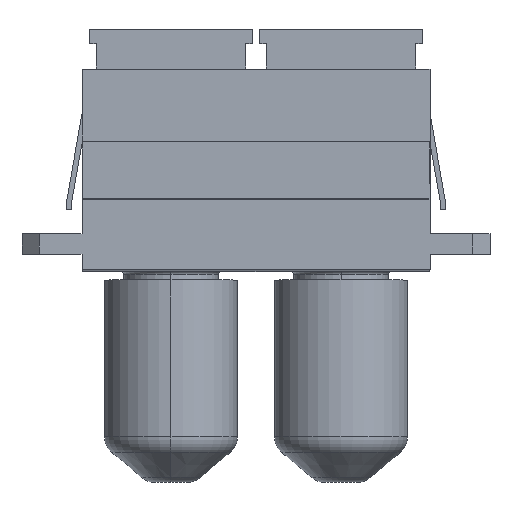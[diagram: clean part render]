
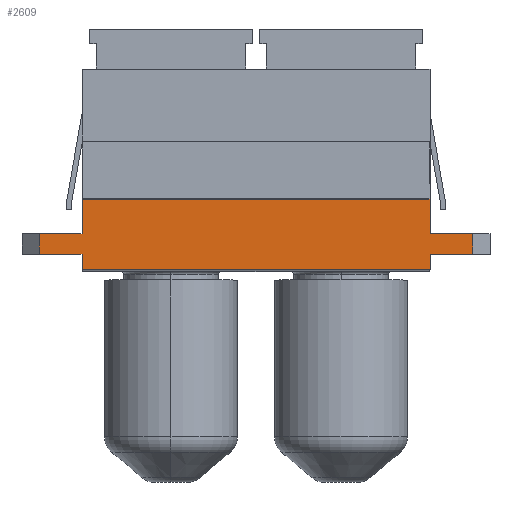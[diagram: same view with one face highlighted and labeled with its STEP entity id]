
A CAD part, top view. The second image highlights one B-rep face of the part: STEP entity #2609.
In plain terms, the highlighted planar face has unit normal (0, 0, 1).
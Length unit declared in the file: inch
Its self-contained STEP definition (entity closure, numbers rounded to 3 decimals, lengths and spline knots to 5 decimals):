
#519 = EDGE_CURVE ( 'NONE', #532, #528, #6770, .T. ) ;
#528 = VERTEX_POINT ( 'NONE', #6747 ) ;
#532 = VERTEX_POINT ( 'NONE', #6806 ) ;
#2609 = ADVANCED_FACE ( 'NONE', ( #13563 ), #13562, .F. ) ;
#2611 = ORIENTED_EDGE ( 'NONE', *, *, #2640, .F. ) ;
#2612 = ORIENTED_EDGE ( 'NONE', *, *, #2614, .F. ) ;
#2614 = EDGE_CURVE ( 'NONE', #2615, #2638, #13557, .T. ) ;
#2615 = VERTEX_POINT ( 'NONE', #13553 ) ;
#2616 = ORIENTED_EDGE ( 'NONE', *, *, #2618, .T. ) ;
#2618 = EDGE_CURVE ( 'NONE', #2615, #528, #13552, .T. ) ;
#2619 = ORIENTED_EDGE ( 'NONE', *, *, #519, .F. ) ;
#2620 = ORIENTED_EDGE ( 'NONE', *, *, #2621, .T. ) ;
#2621 = EDGE_CURVE ( 'NONE', #532, #15771, #13613, .T. ) ;
#2622 = ORIENTED_EDGE ( 'NONE', *, *, #15768, .T. ) ;
#2637 = EDGE_LOOP ( 'NONE', ( #2611, #2612, #2616, #2619, #2620, #2622, #2688, #2691, #2694, #2697, #2700, #2673 ) ) ;
#2638 = VERTEX_POINT ( 'NONE', #13585 ) ;
#2640 = EDGE_CURVE ( 'NONE', #2638, #2641, #13584, .T. ) ;
#2641 = VERTEX_POINT ( 'NONE', #13641 ) ;
#2673 = ORIENTED_EDGE ( 'NONE', *, *, #2674, .F. ) ;
#2674 = EDGE_CURVE ( 'NONE', #2641, #2703, #13708, .T. ) ;
#2688 = ORIENTED_EDGE ( 'NONE', *, *, #2689, .F. ) ;
#2689 = EDGE_CURVE ( 'NONE', #2690, #15746, #13682, .T. ) ;
#2690 = VERTEX_POINT ( 'NONE', #13677 ) ;
#2691 = ORIENTED_EDGE ( 'NONE', *, *, #2692, .T. ) ;
#2692 = EDGE_CURVE ( 'NONE', #2690, #2693, #13678, .T. ) ;
#2693 = VERTEX_POINT ( 'NONE', #13736 ) ;
#2694 = ORIENTED_EDGE ( 'NONE', *, *, #2695, .T. ) ;
#2695 = EDGE_CURVE ( 'NONE', #2693, #2696, #13735, .T. ) ;
#2696 = VERTEX_POINT ( 'NONE', #13731 ) ;
#2697 = ORIENTED_EDGE ( 'NONE', *, *, #2698, .T. ) ;
#2698 = EDGE_CURVE ( 'NONE', #2696, #2699, #13730, .T. ) ;
#2699 = VERTEX_POINT ( 'NONE', #13726 ) ;
#2700 = ORIENTED_EDGE ( 'NONE', *, *, #2702, .T. ) ;
#2702 = EDGE_CURVE ( 'NONE', #2699, #2703, #13725, .T. ) ;
#2703 = VERTEX_POINT ( 'NONE', #13721 ) ;
#6747 = CARTESIAN_POINT ( 'NONE',  ( -0.5075, 0.06, 0.1825 ) ) ;
#6767 = DIRECTION ( 'NONE',  ( 1., 0., 0. ) ) ;
#6768 = VECTOR ( 'NONE', #6767, 39.37008 ) ;
#6769 = CARTESIAN_POINT ( 'NONE',  ( -0.6825, 0.06, 0.1825 ) ) ;
#6770 = LINE ( 'NONE', #6769, #6768 ) ;
#6806 = CARTESIAN_POINT ( 'NONE',  ( -0.6325, 0.06, 0.1825 ) ) ;
#13549 = DIRECTION ( 'NONE',  ( 0., -1., 0. ) ) ;
#13550 = VECTOR ( 'NONE', #13549, 39.37008 ) ;
#13551 = CARTESIAN_POINT ( 'NONE',  ( -0.5075, 0.54, 0.1825 ) ) ;
#13552 = LINE ( 'NONE', #13551, #13550 ) ;
#13553 = CARTESIAN_POINT ( 'NONE',  ( -0.5075, 0.16, 0.1825 ) ) ;
#13554 = DIRECTION ( 'NONE',  ( 1., 0., 0. ) ) ;
#13555 = VECTOR ( 'NONE', #13554, 39.37008 ) ;
#13556 = CARTESIAN_POINT ( 'NONE',  ( 0.5075, 0.16, 0.1825 ) ) ;
#13557 = LINE ( 'NONE', #13556, #13555 ) ;
#13558 = DIRECTION ( 'NONE',  ( -1., 0., 0. ) ) ;
#13559 = DIRECTION ( 'NONE',  ( 0., 0., -1. ) ) ;
#13560 = CARTESIAN_POINT ( 'NONE',  ( -0.6825, 0.06, 0.1825 ) ) ;
#13561 = AXIS2_PLACEMENT_3D ( 'NONE', #13560, #13559, #13558 ) ;
#13562 = PLANE ( 'NONE',  #13561 ) ;
#13563 = FACE_OUTER_BOUND ( 'NONE', #2637, .T. ) ;
#13584 = LINE ( 'NONE', #13644, #13643 ) ;
#13585 = CARTESIAN_POINT ( 'NONE',  ( 0.5075, 0.16, 0.1825 ) ) ;
#13610 = DIRECTION ( 'NONE',  ( 0., -1., 0. ) ) ;
#13611 = VECTOR ( 'NONE', #13610, 39.37008 ) ;
#13612 = CARTESIAN_POINT ( 'NONE',  ( -0.6325, 0.06, 0.1825 ) ) ;
#13613 = LINE ( 'NONE', #13612, #13611 ) ;
#13641 = CARTESIAN_POINT ( 'NONE',  ( 0.5075, 0.06, 0.1825 ) ) ;
#13642 = DIRECTION ( 'NONE',  ( 0., -1., 0. ) ) ;
#13643 = VECTOR ( 'NONE', #13642, 39.37008 ) ;
#13644 = CARTESIAN_POINT ( 'NONE',  ( 0.5075, 0.54, 0.1825 ) ) ;
#13676 = CARTESIAN_POINT ( 'NONE',  ( -0.6825, -0.045, 0.1825 ) ) ;
#13677 = CARTESIAN_POINT ( 'NONE',  ( -0.5075, -0.045, 0.1825 ) ) ;
#13678 = LINE ( 'NONE', #13676, #13738 ) ;
#13679 = DIRECTION ( 'NONE',  ( 0., 1., 0. ) ) ;
#13680 = VECTOR ( 'NONE', #13679, 39.37008 ) ;
#13681 = CARTESIAN_POINT ( 'NONE',  ( -0.5075, -0.05, 0.1825 ) ) ;
#13682 = LINE ( 'NONE', #13681, #13680 ) ;
#13705 = DIRECTION ( 'NONE',  ( 1., 0., 0. ) ) ;
#13706 = VECTOR ( 'NONE', #13705, 39.37008 ) ;
#13707 = CARTESIAN_POINT ( 'NONE',  ( -0.6825, 0.06, 0.1825 ) ) ;
#13708 = LINE ( 'NONE', #13707, #13706 ) ;
#13721 = CARTESIAN_POINT ( 'NONE',  ( 0.6325, 0.06, 0.1825 ) ) ;
#13722 = DIRECTION ( 'NONE',  ( 0., 1., 0. ) ) ;
#13723 = VECTOR ( 'NONE', #13722, 39.37008 ) ;
#13724 = CARTESIAN_POINT ( 'NONE',  ( 0.6325, 0.06, 0.1825 ) ) ;
#13725 = LINE ( 'NONE', #13724, #13723 ) ;
#13726 = CARTESIAN_POINT ( 'NONE',  ( 0.6325, 0., 0.1825 ) ) ;
#13727 = DIRECTION ( 'NONE',  ( 1., 0., 0. ) ) ;
#13728 = VECTOR ( 'NONE', #13727, 39.37008 ) ;
#13729 = CARTESIAN_POINT ( 'NONE',  ( -0.6825, 0., 0.1825 ) ) ;
#13730 = LINE ( 'NONE', #13729, #13728 ) ;
#13731 = CARTESIAN_POINT ( 'NONE',  ( 0.5075, 0., 0.1825 ) ) ;
#13732 = DIRECTION ( 'NONE',  ( 0., 1., 0. ) ) ;
#13733 = VECTOR ( 'NONE', #13732, 39.37008 ) ;
#13734 = CARTESIAN_POINT ( 'NONE',  ( 0.5075, -0.05, 0.1825 ) ) ;
#13735 = LINE ( 'NONE', #13734, #13733 ) ;
#13736 = CARTESIAN_POINT ( 'NONE',  ( 0.5075, -0.045, 0.1825 ) ) ;
#13737 = DIRECTION ( 'NONE',  ( 1., 0., 0. ) ) ;
#13738 = VECTOR ( 'NONE', #13737, 39.37008 ) ;
#14017 = CARTESIAN_POINT ( 'NONE',  ( -0.5075, 0., 0.1825 ) ) ;
#14047 = LINE ( 'NONE', #14110, #14109 ) ;
#14102 = CARTESIAN_POINT ( 'NONE',  ( -0.6325, 0., 0.1825 ) ) ;
#14108 = DIRECTION ( 'NONE',  ( 1., 0., 0. ) ) ;
#14109 = VECTOR ( 'NONE', #14108, 39.37008 ) ;
#14110 = CARTESIAN_POINT ( 'NONE',  ( -0.6825, 0., 0.1825 ) ) ;
#15746 = VERTEX_POINT ( 'NONE', #14017 ) ;
#15768 = EDGE_CURVE ( 'NONE', #15771, #15746, #14047, .T. ) ;
#15771 = VERTEX_POINT ( 'NONE', #14102 ) ;
